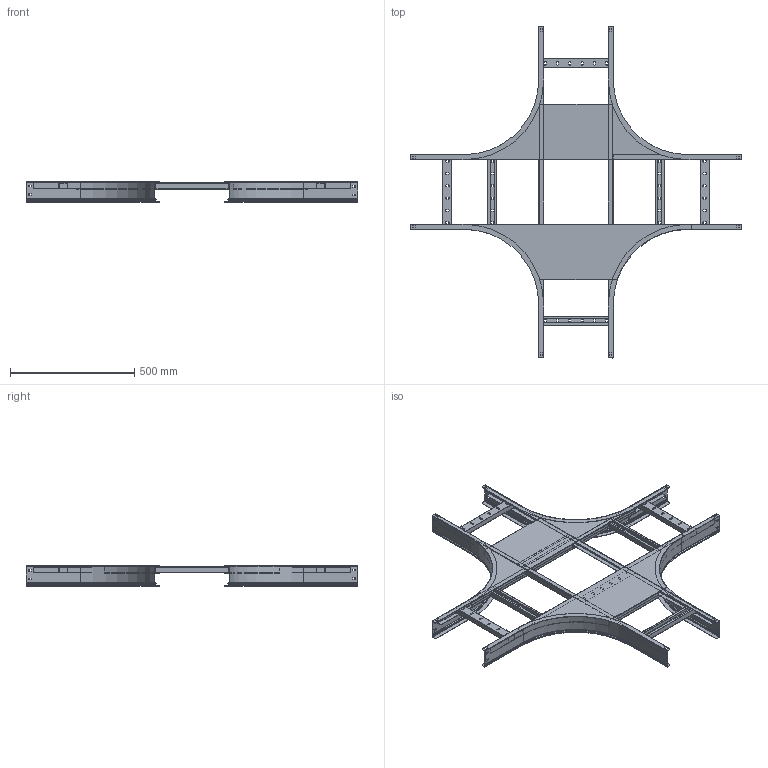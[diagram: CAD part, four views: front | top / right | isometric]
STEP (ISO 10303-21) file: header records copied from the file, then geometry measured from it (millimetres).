
FILE_DESCRIPTION (( 'STEP AP214' ), '1' );
FILE_NAME ('CKR04-4-80x300.STEP', '2021-03-10T05:31:34', ( '' ), ( '' ), 'SwSTEP 2.0', 'SolidWorks 2017', '' );
FILE_SCHEMA (( 'AUTOMOTIVE_DESIGN' ));
Length unit declared in the file: millimetre
Products named in the file (8): ÊÈÂÀ 195.01.03_Ïëàíêà ïîïåðå÷íàÿ-00_-01; ÊÈÂÀ 195.01.05 Ï-ïðîôèëü-00_668.2; 岓臍 195.01.20 捘 冓憵-00_-01 (300); ÊÈÂÀ 195.01.04 Ï-ïðîôèëü-00_-01(1274); ÊÈÂÀ 195.01.02 Ïëàñòèíà ñîåäèíèòåëüíàÿ-00_-01 (300); ÊÈÂÀ 195.01.01 Ëîíæåðîí áàçîâûé-00_-01; 岓臍 195.01.10 捘 冓憵-00_-01 (1274); CKR04-4-80x300
Assembly tree (21 placements, depth 3):
  CKR04-4-80x300
    岓臍 195.01.10 捘 冓憵-00_-01 (1274)
      ÊÈÂÀ 195.01.04 Ï-ïðîôèëü-00_-01(1274)  x2
      ÊÈÂÀ 195.01.03_Ïëàíêà ïîïåðå÷íàÿ-00_-01  x4
    岓臍 195.01.20 捘 冓憵-00_-01 (300)  x2
      ÊÈÂÀ 195.01.05 Ï-ïðîôèëü-00_668.2
      ÊÈÂÀ 195.01.03_Ïëàíêà ïîïåðå÷íàÿ-00_-01
    ÊÈÂÀ 195.01.02 Ïëàñòèíà ñîåäèíèòåëüíàÿ-00_-01 (300)  x4
    ÊÈÂÀ 195.01.01 Ëîíæåðîí áàçîâûé-00_-01  x4
Bounding box: 1334 x 1334 x 81.2 mm (x, y, z)
Volume: 1725410.6 mm3; surface area: 2918936.7 mm2
Topology: 22 solids, 22 shells, 1364 faces, 3544 edges, 2224 vertices
Faces by surface type: plane 1012, cylinder 312, torus 24, cone 16
Entity records: 9292 total; most frequent: DIRECTION 1582, CARTESIAN_POINT 1552, ORIENTED_EDGE 1516, EDGE_CURVE 758, LINE 586, VECTOR 586, AXIS2_PLACEMENT_3D 498, VERTEX_POINT 468
